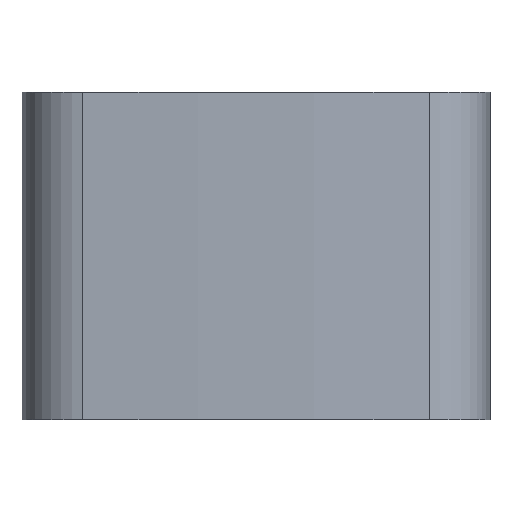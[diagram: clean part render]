
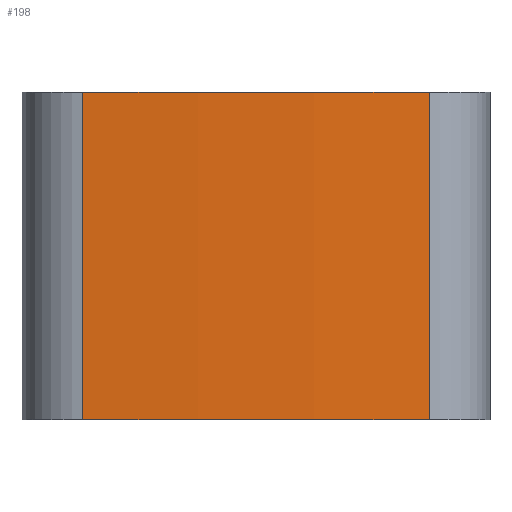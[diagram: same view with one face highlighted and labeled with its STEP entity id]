
A CAD part, front view. The second image highlights one B-rep face of the part: STEP entity #198.
In plain terms, the highlighted cylindrical face has radius 130.215 mm (diameter 260.431 mm), a partial arc.
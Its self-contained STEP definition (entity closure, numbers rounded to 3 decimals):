
#132=CYLINDRICAL_SURFACE('',#2733,130.216);
#198=ADVANCED_FACE('',(#410),#132,.T.);
#410=FACE_OUTER_BOUND('',#560,.T.);
#560=EDGE_LOOP('',(#935,#936,#937,#938));
#731=CIRCLE('',#2731,130.216);
#732=CIRCLE('',#2732,130.216);
#935=ORIENTED_EDGE('',*,*,#1936,.T.);
#936=ORIENTED_EDGE('',*,*,#1937,.T.);
#937=ORIENTED_EDGE('',*,*,#1938,.F.);
#938=ORIENTED_EDGE('',*,*,#1939,.F.);
#1670=VERTEX_POINT('',#4170);
#1671=VERTEX_POINT('',#4171);
#1672=VERTEX_POINT('',#4173);
#1673=VERTEX_POINT('',#4175);
#1936=EDGE_CURVE('',#1670,#1671,#731,.T.);
#1937=EDGE_CURVE('',#1671,#1672,#2281,.T.);
#1938=EDGE_CURVE('',#1673,#1672,#732,.T.);
#1939=EDGE_CURVE('',#1670,#1673,#2282,.T.);
#2281=LINE('',#4172,#2496);
#2282=LINE('',#4176,#2497);
#2496=VECTOR('',#3153,1.);
#2497=VECTOR('',#3156,1.);
#2731=AXIS2_PLACEMENT_3D('',#4169,#3151,#3152);
#2732=AXIS2_PLACEMENT_3D('',#4174,#3154,#3155);
#2733=AXIS2_PLACEMENT_3D('',#4177,#3157,#3158);
#3151=DIRECTION('',(0.,0.,1.));
#3152=DIRECTION('',(1.,0.,0.));
#3153=DIRECTION('',(0.,0.,1.));
#3154=DIRECTION('',(0.,0.,1.));
#3155=DIRECTION('',(1.,0.,0.));
#3156=DIRECTION('',(0.,0.,1.));
#3157=DIRECTION('',(0.,0.,1.));
#3158=DIRECTION('',(-1.,0.,0.));
#4169=CARTESIAN_POINT('',(1.75,123.799,-18.));
#4170=CARTESIAN_POINT('',(-9.082,-5.965,-18.));
#4171=CARTESIAN_POINT('',(12.582,-5.965,-18.));
#4172=CARTESIAN_POINT('',(12.582,-5.965,4.554));
#4173=CARTESIAN_POINT('',(12.582,-5.965,2.5));
#4174=CARTESIAN_POINT('',(1.75,123.799,2.5));
#4175=CARTESIAN_POINT('',(-9.082,-5.965,2.5));
#4176=CARTESIAN_POINT('',(-9.082,-5.965,4.554));
#4177=CARTESIAN_POINT('',(1.75,123.799,4.554));
